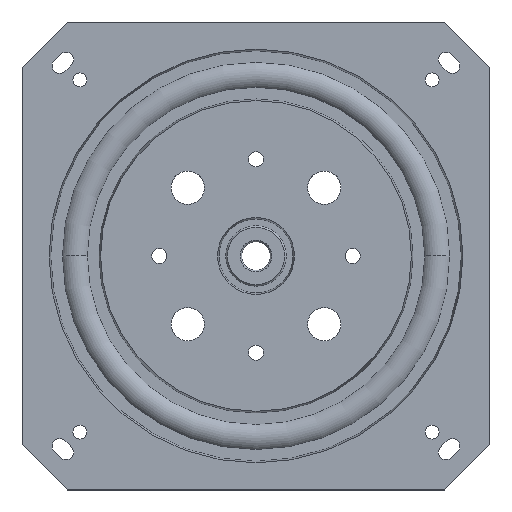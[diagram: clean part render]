
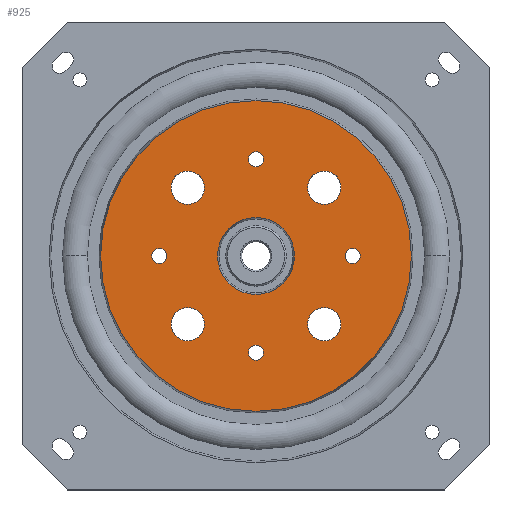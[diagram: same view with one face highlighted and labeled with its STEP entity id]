
A CAD part, top view. The second image highlights one B-rep face of the part: STEP entity #925.
In plain terms, the highlighted planar face has unit normal (0, 0, 1).
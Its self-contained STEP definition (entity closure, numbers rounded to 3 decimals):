
#925=ADVANCED_FACE('',(#1867,#1868,#1869,#1870,#1871,#1872,#1873,#1874,#1875,#1876),#1877,.T.);
#1867=FACE_BOUND('',#2851,.T.);
#1868=FACE_OUTER_BOUND('',#2852,.T.);
#1869=FACE_BOUND('',#2853,.T.);
#1870=FACE_BOUND('',#2854,.T.);
#1871=FACE_BOUND('',#2855,.T.);
#1872=FACE_BOUND('',#2856,.T.);
#1873=FACE_BOUND('',#2857,.T.);
#1874=FACE_BOUND('',#2858,.T.);
#1875=FACE_BOUND('',#2859,.T.);
#1876=FACE_BOUND('',#2860,.T.);
#1877=PLANE('',#2861);
#2851=EDGE_LOOP('',(#4904,#4905));
#2852=EDGE_LOOP('',(#4906,#4907));
#2853=EDGE_LOOP('',(#4908,#4909));
#2854=EDGE_LOOP('',(#4910,#4911));
#2855=EDGE_LOOP('',(#4912,#4913));
#2856=EDGE_LOOP('',(#4914,#4915));
#2857=EDGE_LOOP('',(#4916,#4917));
#2858=EDGE_LOOP('',(#4918,#4919));
#2859=EDGE_LOOP('',(#4920,#4921));
#2860=EDGE_LOOP('',(#4922,#4923));
#2861=AXIS2_PLACEMENT_3D('',#4924,#4925,#4926);
#4904=ORIENTED_EDGE('',*,*,#6253,.T.);
#4905=ORIENTED_EDGE('',*,*,#6143,.T.);
#4906=ORIENTED_EDGE('',*,*,#6255,.T.);
#4907=ORIENTED_EDGE('',*,*,#6133,.T.);
#4908=ORIENTED_EDGE('',*,*,#6104,.T.);
#4909=ORIENTED_EDGE('',*,*,#6256,.T.);
#4910=ORIENTED_EDGE('',*,*,#6099,.T.);
#4911=ORIENTED_EDGE('',*,*,#6257,.T.);
#4912=ORIENTED_EDGE('',*,*,#6094,.T.);
#4913=ORIENTED_EDGE('',*,*,#6258,.T.);
#4914=ORIENTED_EDGE('',*,*,#6089,.T.);
#4915=ORIENTED_EDGE('',*,*,#6259,.T.);
#4916=ORIENTED_EDGE('',*,*,#6084,.T.);
#4917=ORIENTED_EDGE('',*,*,#6260,.T.);
#4918=ORIENTED_EDGE('',*,*,#6079,.T.);
#4919=ORIENTED_EDGE('',*,*,#6261,.T.);
#4920=ORIENTED_EDGE('',*,*,#6074,.T.);
#4921=ORIENTED_EDGE('',*,*,#6262,.T.);
#4922=ORIENTED_EDGE('',*,*,#6069,.T.);
#4923=ORIENTED_EDGE('',*,*,#6263,.T.);
#4924=CARTESIAN_POINT('',(64.482,77.5,0.015));
#4925=DIRECTION('',(0.0,0.0,1.0));
#4926=DIRECTION('',(-1.0,0.0,-0.0));
#6069=EDGE_CURVE('',#7281,#7278,#7282,.T.);
#6074=EDGE_CURVE('',#7290,#7287,#7291,.T.);
#6079=EDGE_CURVE('',#7299,#7296,#7300,.T.);
#6084=EDGE_CURVE('',#7308,#7305,#7309,.T.);
#6089=EDGE_CURVE('',#7317,#7314,#7318,.T.);
#6094=EDGE_CURVE('',#7326,#7323,#7327,.T.);
#6099=EDGE_CURVE('',#7335,#7332,#7336,.T.);
#6104=EDGE_CURVE('',#7344,#7341,#7345,.T.);
#6133=EDGE_CURVE('',#7393,#7390,#7394,.T.);
#6143=EDGE_CURVE('',#7411,#7408,#7412,.T.);
#6253=EDGE_CURVE('',#7408,#7411,#7575,.T.);
#6255=EDGE_CURVE('',#7390,#7393,#7577,.T.);
#6256=EDGE_CURVE('',#7341,#7344,#7578,.T.);
#6257=EDGE_CURVE('',#7332,#7335,#7579,.T.);
#6258=EDGE_CURVE('',#7323,#7326,#7580,.T.);
#6259=EDGE_CURVE('',#7314,#7317,#7581,.T.);
#6260=EDGE_CURVE('',#7305,#7308,#7582,.T.);
#6261=EDGE_CURVE('',#7296,#7299,#7583,.T.);
#6262=EDGE_CURVE('',#7287,#7290,#7584,.T.);
#6263=EDGE_CURVE('',#7278,#7281,#7585,.T.);
#7278=VERTEX_POINT('',#8808);
#7281=VERTEX_POINT('',#8812);
#7282=CIRCLE('',#8813,2.5);
#7287=VERTEX_POINT('',#8819);
#7290=VERTEX_POINT('',#8823);
#7291=CIRCLE('',#8824,2.5);
#7296=VERTEX_POINT('',#8830);
#7299=VERTEX_POINT('',#8834);
#7300=CIRCLE('',#8835,2.5);
#7305=VERTEX_POINT('',#8841);
#7308=VERTEX_POINT('',#8845);
#7309=CIRCLE('',#8846,2.5);
#7314=VERTEX_POINT('',#8852);
#7317=VERTEX_POINT('',#8856);
#7318=CIRCLE('',#8857,5.5);
#7323=VERTEX_POINT('',#8863);
#7326=VERTEX_POINT('',#8867);
#7327=CIRCLE('',#8868,5.5);
#7332=VERTEX_POINT('',#8874);
#7335=VERTEX_POINT('',#8878);
#7336=CIRCLE('',#8879,5.5);
#7341=VERTEX_POINT('',#8885);
#7344=VERTEX_POINT('',#8889);
#7345=CIRCLE('',#8890,5.5);
#7390=VERTEX_POINT('',#8942);
#7393=VERTEX_POINT('',#8946);
#7394=CIRCLE('',#8947,51.464);
#7408=VERTEX_POINT('',#8964);
#7411=VERTEX_POINT('',#8968);
#7412=CIRCLE('',#8969,12.732);
#7575=CIRCLE('',#9175,12.732);
#7577=CIRCLE('',#9177,51.464);
#7578=CIRCLE('',#9178,5.5);
#7579=CIRCLE('',#9179,5.5);
#7580=CIRCLE('',#9180,5.5);
#7581=CIRCLE('',#9181,5.5);
#7582=CIRCLE('',#9182,2.5);
#7583=CIRCLE('',#9183,2.5);
#7584=CIRCLE('',#9184,2.5);
#7585=CIRCLE('',#9185,2.5);
#8808=CARTESIAN_POINT('',(-29.5,0.,0.015));
#8812=CARTESIAN_POINT('',(-34.5,0.,0.015));
#8813=AXIS2_PLACEMENT_3D('',#10359,#10360,#10361);
#8819=CARTESIAN_POINT('',(0.,-29.5,0.015));
#8823=CARTESIAN_POINT('',(0.,-34.5,0.015));
#8824=AXIS2_PLACEMENT_3D('',#10367,#10368,#10369);
#8830=CARTESIAN_POINT('',(29.5,0.,0.015));
#8834=CARTESIAN_POINT('',(34.5,0.,0.015));
#8835=AXIS2_PLACEMENT_3D('',#10375,#10376,#10377);
#8841=CARTESIAN_POINT('',(0.,29.5,0.015));
#8845=CARTESIAN_POINT('',(0.,34.5,0.015));
#8846=AXIS2_PLACEMENT_3D('',#10383,#10384,#10385);
#8852=CARTESIAN_POINT('',(-17.127,22.627,0.015));
#8856=CARTESIAN_POINT('',(-28.127,22.627,0.015));
#8857=AXIS2_PLACEMENT_3D('',#10391,#10392,#10393);
#8863=CARTESIAN_POINT('',(-22.627,-17.127,0.015));
#8867=CARTESIAN_POINT('',(-22.627,-28.127,0.015));
#8868=AXIS2_PLACEMENT_3D('',#10399,#10400,#10401);
#8874=CARTESIAN_POINT('',(17.127,-22.627,0.015));
#8878=CARTESIAN_POINT('',(28.127,-22.627,0.015));
#8879=AXIS2_PLACEMENT_3D('',#10407,#10408,#10409);
#8885=CARTESIAN_POINT('',(22.627,17.127,0.015));
#8889=CARTESIAN_POINT('',(22.627,28.127,0.015));
#8890=AXIS2_PLACEMENT_3D('',#10415,#10416,#10417);
#8942=CARTESIAN_POINT('',(-51.464,0.0,0.015));
#8946=CARTESIAN_POINT('',(51.464,0.,0.015));
#8947=AXIS2_PLACEMENT_3D('',#10468,#10469,#10470);
#8964=CARTESIAN_POINT('',(-12.732,0.0,0.015));
#8968=CARTESIAN_POINT('',(12.732,0.,0.015));
#8969=AXIS2_PLACEMENT_3D('',#10484,#10485,#10486);
#9175=AXIS2_PLACEMENT_3D('',#10644,#10645,#10646);
#9177=AXIS2_PLACEMENT_3D('',#10647,#10648,#10649);
#9178=AXIS2_PLACEMENT_3D('',#10650,#10651,#10652);
#9179=AXIS2_PLACEMENT_3D('',#10653,#10654,#10655);
#9180=AXIS2_PLACEMENT_3D('',#10656,#10657,#10658);
#9181=AXIS2_PLACEMENT_3D('',#10659,#10660,#10661);
#9182=AXIS2_PLACEMENT_3D('',#10662,#10663,#10664);
#9183=AXIS2_PLACEMENT_3D('',#10665,#10666,#10667);
#9184=AXIS2_PLACEMENT_3D('',#10668,#10669,#10670);
#9185=AXIS2_PLACEMENT_3D('',#10671,#10672,#10673);
#10359=CARTESIAN_POINT('',(-32.0,0.0,0.015));
#10360=DIRECTION('',(0.0,0.0,-1.0));
#10361=DIRECTION('',(1.0,0.0,0.0));
#10367=CARTESIAN_POINT('',(0.0,-32.0,0.015));
#10368=DIRECTION('',(0.0,0.0,-1.0));
#10369=DIRECTION('',(0.0,1.0,0.0));
#10375=CARTESIAN_POINT('',(32.0,0.0,0.015));
#10376=DIRECTION('',(-0.0,0.0,-1.0));
#10377=DIRECTION('',(-1.0,0.0,0.0));
#10383=CARTESIAN_POINT('',(0.0,32.0,0.015));
#10384=DIRECTION('',(-0.0,-0.0,-1.0));
#10385=DIRECTION('',(0.0,-1.0,0.0));
#10391=CARTESIAN_POINT('',(-22.627,22.627,0.015));
#10392=DIRECTION('',(0.0,0.0,-1.0));
#10393=DIRECTION('',(1.0,0.0,0.0));
#10399=CARTESIAN_POINT('',(-22.627,-22.627,0.015));
#10400=DIRECTION('',(0.0,0.0,-1.0));
#10401=DIRECTION('',(0.0,1.0,0.0));
#10407=CARTESIAN_POINT('',(22.627,-22.627,0.015));
#10408=DIRECTION('',(-0.0,0.0,-1.0));
#10409=DIRECTION('',(-1.0,0.0,0.0));
#10415=CARTESIAN_POINT('',(22.627,22.627,0.015));
#10416=DIRECTION('',(-0.0,-0.0,-1.0));
#10417=DIRECTION('',(0.0,-1.0,0.0));
#10468=CARTESIAN_POINT('',(0.0,0.0,0.015));
#10469=DIRECTION('',(0.0,0.0,1.0));
#10470=DIRECTION('',(-1.0,0.0,0.0));
#10484=CARTESIAN_POINT('',(0.0,0.0,0.015));
#10485=DIRECTION('',(-0.0,0.0,-1.0));
#10486=DIRECTION('',(-1.0,0.0,0.0));
#10644=CARTESIAN_POINT('',(0.0,0.0,0.015));
#10645=DIRECTION('',(-0.0,0.0,-1.0));
#10646=DIRECTION('',(-1.0,0.0,0.0));
#10647=CARTESIAN_POINT('',(0.0,0.0,0.015));
#10648=DIRECTION('',(0.0,0.0,1.0));
#10649=DIRECTION('',(-1.0,0.0,0.0));
#10650=CARTESIAN_POINT('',(22.627,22.627,0.015));
#10651=DIRECTION('',(-0.0,-0.0,-1.0));
#10652=DIRECTION('',(0.0,-1.0,0.0));
#10653=CARTESIAN_POINT('',(22.627,-22.627,0.015));
#10654=DIRECTION('',(-0.0,0.0,-1.0));
#10655=DIRECTION('',(-1.0,0.0,0.0));
#10656=CARTESIAN_POINT('',(-22.627,-22.627,0.015));
#10657=DIRECTION('',(0.0,0.0,-1.0));
#10658=DIRECTION('',(0.0,1.0,0.0));
#10659=CARTESIAN_POINT('',(-22.627,22.627,0.015));
#10660=DIRECTION('',(0.0,0.0,-1.0));
#10661=DIRECTION('',(1.0,0.0,0.0));
#10662=CARTESIAN_POINT('',(0.0,32.0,0.015));
#10663=DIRECTION('',(-0.0,-0.0,-1.0));
#10664=DIRECTION('',(0.0,-1.0,0.0));
#10665=CARTESIAN_POINT('',(32.0,0.0,0.015));
#10666=DIRECTION('',(-0.0,0.0,-1.0));
#10667=DIRECTION('',(-1.0,0.0,0.0));
#10668=CARTESIAN_POINT('',(0.0,-32.0,0.015));
#10669=DIRECTION('',(0.0,0.0,-1.0));
#10670=DIRECTION('',(0.0,1.0,0.0));
#10671=CARTESIAN_POINT('',(-32.0,0.0,0.015));
#10672=DIRECTION('',(0.0,0.0,-1.0));
#10673=DIRECTION('',(1.0,0.0,0.0));
